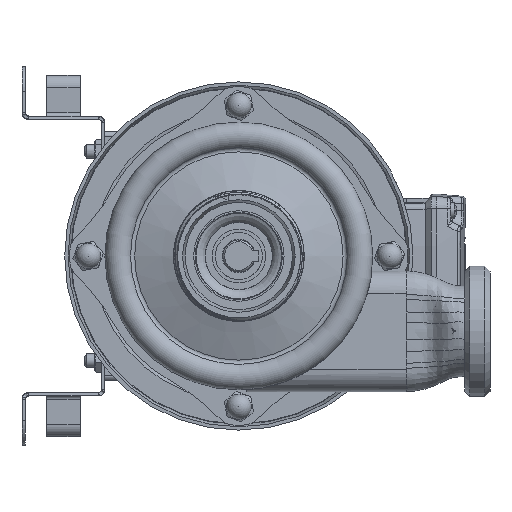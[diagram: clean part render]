
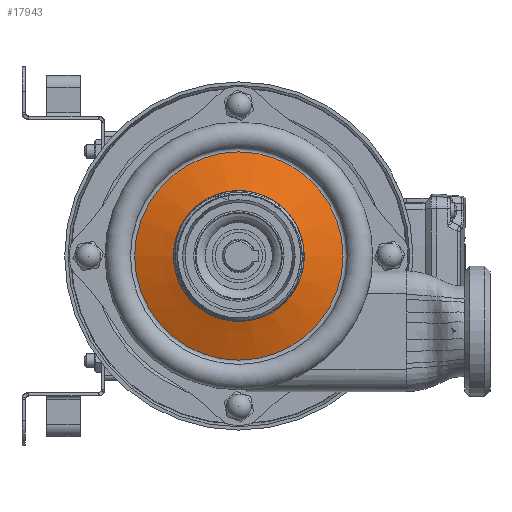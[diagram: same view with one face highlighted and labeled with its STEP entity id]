
A CAD part, left-side view. The second image highlights one B-rep face of the part: STEP entity #17943.
In plain terms, the highlighted conical face has half-angle 70.019 degrees and reference radius 46.357 mm.
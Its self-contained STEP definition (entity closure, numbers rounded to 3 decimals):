
#17943=ADVANCED_FACE('',(#36188,#36190),#36192,.T.);
#36188=FACE_OUTER_BOUND('',#36189,.T.);
#36189=EDGE_LOOP('',(#68892));
#36190=FACE_BOUND('',#36191,.T.);
#36191=EDGE_LOOP('',(#68893,#68894));
#36192=CONICAL_SURFACE('',#36193,46.357,1.222);
#36193=AXIS2_PLACEMENT_3D('',#36194,#36195,#36196);
#36194=CARTESIAN_POINT('',(-39.028,0.,0.));
#36195=DIRECTION('',(1.,0.,0.));
#36196=DIRECTION('',(0.,1.,0.));
#68892=ORIENTED_EDGE('',*,*,#74294,.F.);
#68893=ORIENTED_EDGE('',*,*,#74295,.T.);
#68894=ORIENTED_EDGE('',*,*,#74296,.T.);
#74294=EDGE_CURVE('',#82054,#82054,#82055,.T.);
#74295=EDGE_CURVE('',#82056,#82057,#82058,.T.);
#74296=EDGE_CURVE('',#82057,#82056,#82059,.T.);
#82054=VERTEX_POINT('',#110888);
#82055=CIRCLE('',#110889,62.215);
#82056=VERTEX_POINT('',#110893);
#82057=VERTEX_POINT('',#110894);
#82058=CIRCLE('',#110895,30.5);
#82059=CIRCLE('',#110899,30.5);
#110888=CARTESIAN_POINT('',(-33.262,62.215,0.));
#110889=AXIS2_PLACEMENT_3D('',#110890,#110891,#110892);
#110890=CARTESIAN_POINT('',(-33.262,0.,0.));
#110891=DIRECTION('',(1.,-0.,0.));
#110892=DIRECTION('',(0.,1.,0.));
#110893=CARTESIAN_POINT('',(-44.794,30.5,0.));
#110894=CARTESIAN_POINT('',(-44.794,-30.5,0.));
#110895=AXIS2_PLACEMENT_3D('',#110896,#110897,#110898);
#110896=CARTESIAN_POINT('',(-44.794,0.,0.));
#110897=DIRECTION('',(1.,0.,0.));
#110898=DIRECTION('',(0.,1.,0.));
#110899=AXIS2_PLACEMENT_3D('',#110900,#110901,#110902);
#110900=CARTESIAN_POINT('',(-44.794,0.,0.));
#110901=DIRECTION('',(1.,0.,0.));
#110902=DIRECTION('',(0.,-1.,0.));
